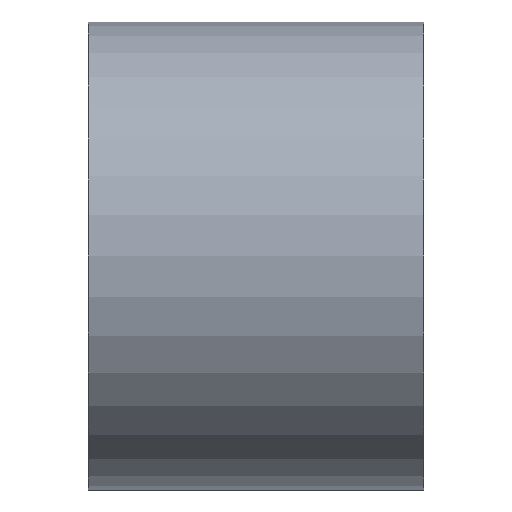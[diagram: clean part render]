
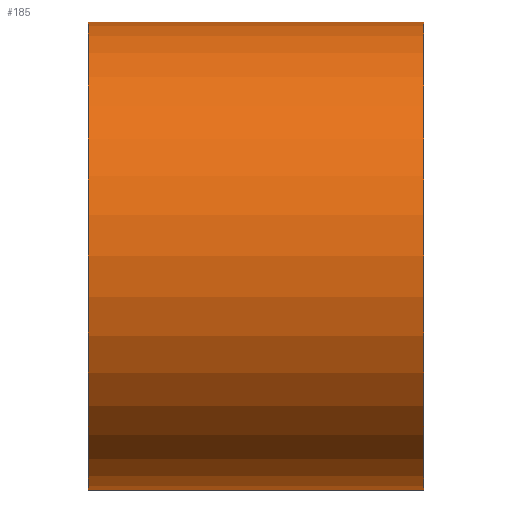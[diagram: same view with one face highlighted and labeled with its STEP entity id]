
A CAD part, left-side view. The second image highlights one B-rep face of the part: STEP entity #185.
In plain terms, the highlighted cylindrical face has radius 12.7 mm (diameter 25.4 mm), a partial arc.
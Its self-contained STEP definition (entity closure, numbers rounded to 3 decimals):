
#2 = DIRECTION ( 'NONE',  ( 0., 1., 0. ) ) ;
#3 = VERTEX_POINT ( 'NONE', #596 ) ;
#5 = DIRECTION ( 'NONE',  ( 0., 0., 1. ) ) ;
#7 = LINE ( 'NONE', #534, #113 ) ;
#14 = CIRCLE ( 'NONE', #406, 12.7 ) ;
#27 = AXIS2_PLACEMENT_3D ( 'NONE', #432, #246, #330 ) ;
#83 = ORIENTED_EDGE ( 'NONE', *, *, #264, .T. ) ;
#88 = CARTESIAN_POINT ( 'NONE',  ( 0., 18.2, 12.7 ) ) ;
#102 = CARTESIAN_POINT ( 'NONE',  ( 0., 0., 0. ) ) ;
#113 = VECTOR ( 'NONE', #2, 1000. ) ;
#150 = AXIS2_PLACEMENT_3D ( 'NONE', #283, #240, #429 ) ;
#185 = ADVANCED_FACE ( 'NONE', ( #512 ), #387, .T. ) ;
#218 = EDGE_CURVE ( 'NONE', #529, #577, #349, .T. ) ;
#240 = DIRECTION ( 'NONE',  ( 0., 1., 0. ) ) ;
#246 = DIRECTION ( 'NONE',  ( 0., 1., 0. ) ) ;
#264 = EDGE_CURVE ( 'NONE', #486, #577, #482, .T. ) ;
#283 = CARTESIAN_POINT ( 'NONE',  ( 0., 161.376, 0. ) ) ;
#287 = CARTESIAN_POINT ( 'NONE',  ( 0., 161.376, 12.7 ) ) ;
#295 = DIRECTION ( 'NONE',  ( 0., 1., 0. ) ) ;
#330 = DIRECTION ( 'NONE',  ( 0., 0., 1. ) ) ;
#331 = EDGE_CURVE ( 'NONE', #3, #529, #7, .T. ) ;
#349 = CIRCLE ( 'NONE', #27, 12.7 ) ;
#353 = CARTESIAN_POINT ( 'NONE',  ( 0., 18.2, -12.7 ) ) ;
#362 = VECTOR ( 'NONE', #435, 1000. ) ;
#363 = EDGE_CURVE ( 'NONE', #3, #486, #14, .T. ) ;
#387 = CYLINDRICAL_SURFACE ( 'NONE', #150, 12.7 ) ;
#406 = AXIS2_PLACEMENT_3D ( 'NONE', #102, #295, #5 ) ;
#429 = DIRECTION ( 'NONE',  ( 0., 0., 1. ) ) ;
#432 = CARTESIAN_POINT ( 'NONE',  ( 0., 18.2, 0. ) ) ;
#435 = DIRECTION ( 'NONE',  ( 0., 1., 0. ) ) ;
#455 = ORIENTED_EDGE ( 'NONE', *, *, #331, .F. ) ;
#482 = LINE ( 'NONE', #287, #362 ) ;
#486 = VERTEX_POINT ( 'NONE', #590 ) ;
#505 = EDGE_LOOP ( 'NONE', ( #455, #584, #83, #612 ) ) ;
#512 = FACE_OUTER_BOUND ( 'NONE', #505, .T. ) ;
#529 = VERTEX_POINT ( 'NONE', #353 ) ;
#534 = CARTESIAN_POINT ( 'NONE',  ( 0., 161.376, -12.7 ) ) ;
#577 = VERTEX_POINT ( 'NONE', #88 ) ;
#584 = ORIENTED_EDGE ( 'NONE', *, *, #363, .T. ) ;
#590 = CARTESIAN_POINT ( 'NONE',  ( 0., 0., 12.7 ) ) ;
#596 = CARTESIAN_POINT ( 'NONE',  ( 0., 0., -12.7 ) ) ;
#612 = ORIENTED_EDGE ( 'NONE', *, *, #218, .F. ) ;
